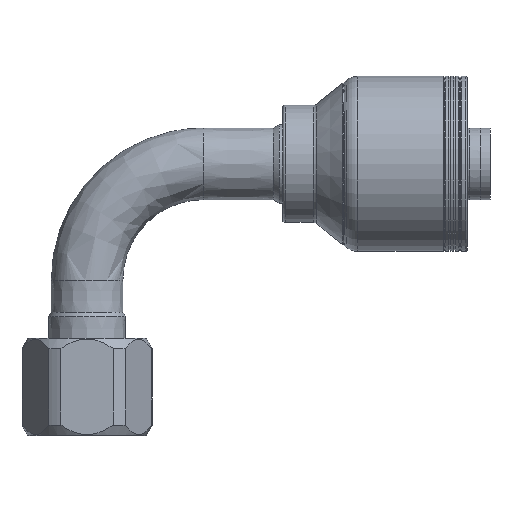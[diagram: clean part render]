
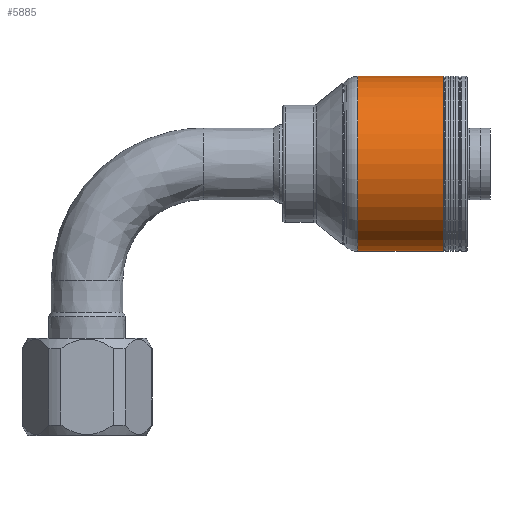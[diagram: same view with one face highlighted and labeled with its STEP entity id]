
A CAD part, top view. The second image highlights one B-rep face of the part: STEP entity #5885.
In plain terms, the highlighted cylindrical face has radius 23.32 mm (diameter 46.64 mm), a partial arc.
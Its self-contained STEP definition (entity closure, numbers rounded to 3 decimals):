
#4974=CARTESIAN_POINT('',(42.787,0.,0.));
#4975=DIRECTION('',(-1.,0.,0.));
#4976=DIRECTION('',(0.,-1.,0.));
#4977=AXIS2_PLACEMENT_3D('',#4974,#4975,#4976);
#4979=CARTESIAN_POINT('',(20.064,0.,0.));
#4980=DIRECTION('',(-1.,0.,0.));
#4981=DIRECTION('',(0.,-1.,0.));
#4982=AXIS2_PLACEMENT_3D('',#4979,#4980,#4981);
#5071=DIRECTION('',(-1.,0.,0.));
#5072=VECTOR('',#5071,22.723);
#5073=CARTESIAN_POINT('',(42.787,23.32,0.));
#5074=LINE('',#5073,#5072);
#5080=DIRECTION('',(-1.,0.,0.));
#5081=VECTOR('',#5080,22.723);
#5082=CARTESIAN_POINT('',(42.787,-23.32,0.));
#5083=LINE('',#5082,#5081);
#5289=CARTESIAN_POINT('',(20.064,-23.32,0.));
#5290=CARTESIAN_POINT('',(20.064,23.32,0.));
#5291=VERTEX_POINT('',#5289);
#5292=VERTEX_POINT('',#5290);
#5397=CARTESIAN_POINT('',(42.787,-23.32,0.));
#5398=CARTESIAN_POINT('',(42.787,23.32,0.));
#5399=VERTEX_POINT('',#5397);
#5400=VERTEX_POINT('',#5398);
#5871=CARTESIAN_POINT('',(51.639,0.,0.));
#5872=DIRECTION('',(-1.,0.,0.));
#5873=DIRECTION('',(0.,-1.,0.));
#5874=AXIS2_PLACEMENT_3D('',#5871,#5872,#5873);
#5875=CYLINDRICAL_SURFACE('',#5874,23.32);
#5877=ORIENTED_EDGE('',*,*,#5876,.F.);
#5879=ORIENTED_EDGE('',*,*,#5878,.T.);
#5880=ORIENTED_EDGE('',*,*,#5817,.T.);
#5882=ORIENTED_EDGE('',*,*,#5881,.F.);
#5883=EDGE_LOOP('',(#5877,#5879,#5880,#5882));
#5884=FACE_OUTER_BOUND('',#5883,.F.);
#4978=CIRCLE('',#4977,23.32);
#4983=CIRCLE('',#4982,23.32);
#5817=EDGE_CURVE('',#5291,#5292,#4983,.T.);
#5876=EDGE_CURVE('',#5399,#5400,#4978,.T.);
#5878=EDGE_CURVE('',#5399,#5291,#5083,.T.);
#5881=EDGE_CURVE('',#5400,#5292,#5074,.T.);
#5885=ADVANCED_FACE('',(#5884),#5875,.T.);
